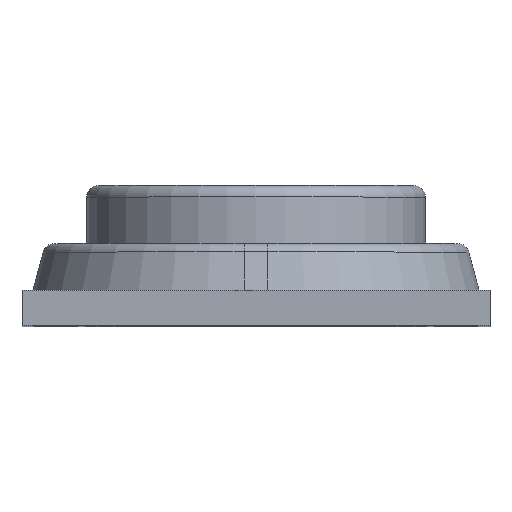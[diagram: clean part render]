
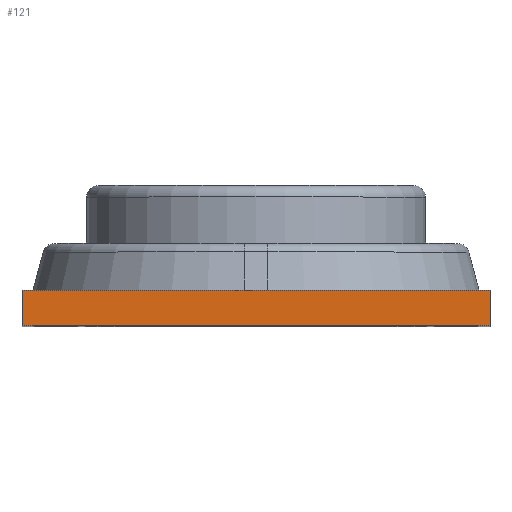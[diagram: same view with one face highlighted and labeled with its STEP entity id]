
A CAD part, top view. The second image highlights one B-rep face of the part: STEP entity #121.
In plain terms, the highlighted planar face has unit normal (0, 0, 1).
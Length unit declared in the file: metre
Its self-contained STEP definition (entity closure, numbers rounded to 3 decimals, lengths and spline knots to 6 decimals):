
#121 = ADVANCED_FACE( '', ( #307 ), #308, .T. );
#307 = FACE_OUTER_BOUND( '', #1288, .T. );
#308 = PLANE( '', #1289 );
#1288 = EDGE_LOOP( '', ( #2204, #2205, #2206, #2207 ) );
#1289 = AXIS2_PLACEMENT_3D( '', #2208, #2209, #2210 );
#2204 = ORIENTED_EDGE( '', *, *, #2805, .F. );
#2205 = ORIENTED_EDGE( '', *, *, #2844, .F. );
#2206 = ORIENTED_EDGE( '', *, *, #2832, .T. );
#2207 = ORIENTED_EDGE( '', *, *, #2845, .T. );
#2208 = CARTESIAN_POINT( '', ( -0.01, -0.0015, 0.02 ) );
#2209 = DIRECTION( '', ( 0., 0., 1. ) );
#2210 = DIRECTION( '', ( 1., 0., 0. ) );
#2805 = EDGE_CURVE( '', #3158, #3160, #3161, .T. );
#2832 = EDGE_CURVE( '', #3201, #3203, #3205, .T. );
#2844 = EDGE_CURVE( '', #3201, #3158, #3225, .T. );
#2845 = EDGE_CURVE( '', #3203, #3160, #3226, .T. );
#3158 = VERTEX_POINT( '', #4472 );
#3160 = VERTEX_POINT( '', #4475 );
#3161 = LINE( '', #4476, #4477 );
#3201 = VERTEX_POINT( '', #4540 );
#3203 = VERTEX_POINT( '', #4543 );
#3205 = LINE( '', #4546, #4547 );
#3225 = LINE( '', #4571, #4572 );
#3226 = LINE( '', #4573, #4574 );
#4472 = CARTESIAN_POINT( '', ( -0.01, 0., 0.02 ) );
#4475 = CARTESIAN_POINT( '', ( 0.01, 0., 0.02 ) );
#4476 = CARTESIAN_POINT( '', ( -0.01, 0., 0.02 ) );
#4477 = VECTOR( '', #4960, 1. );
#4540 = CARTESIAN_POINT( '', ( -0.01, -0.0015, 0.02 ) );
#4543 = CARTESIAN_POINT( '', ( 0.01, -0.0015, 0.02 ) );
#4546 = CARTESIAN_POINT( '', ( -0.01, -0.0015, 0.02 ) );
#4547 = VECTOR( '', #4989, 1. );
#4571 = CARTESIAN_POINT( '', ( -0.01, -0.0015, 0.02 ) );
#4572 = VECTOR( '', #5015, 1. );
#4573 = CARTESIAN_POINT( '', ( 0.01, -0.0015, 0.02 ) );
#4574 = VECTOR( '', #5016, 1. );
#4960 = DIRECTION( '', ( 1., 0., 0. ) );
#4989 = DIRECTION( '', ( 1., 0., 0. ) );
#5015 = DIRECTION( '', ( 0., 1., 0. ) );
#5016 = DIRECTION( '', ( 0., 1., 0. ) );
